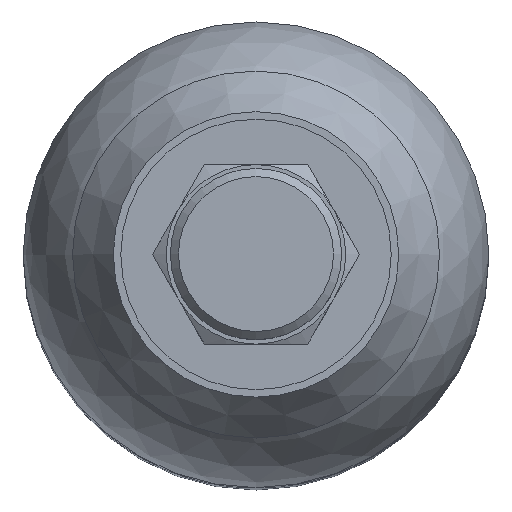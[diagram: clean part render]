
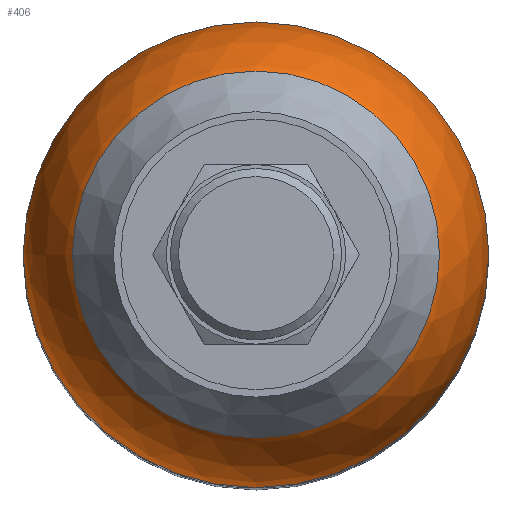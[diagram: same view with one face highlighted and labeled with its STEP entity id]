
A CAD part, top view. The second image highlights one B-rep face of the part: STEP entity #406.
In plain terms, the highlighted spherical face has radius 28.55 mm.
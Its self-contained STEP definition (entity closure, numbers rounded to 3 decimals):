
#406 = ADVANCED_FACE( '', ( #967, #968 ), #969, .T. );
#967 = FACE_OUTER_BOUND( '', #1692, .T. );
#968 = FACE_OUTER_BOUND( '', #1693, .T. );
#969 = SPHERICAL_SURFACE( '', #1694, 28.55 );
#1692 = EDGE_LOOP( '', ( #3274 ) );
#1693 = EDGE_LOOP( '', ( #3275 ) );
#1694 = AXIS2_PLACEMENT_3D( '', #3276, #3277, #3278 );
#3274 = ORIENTED_EDGE( '', *, *, #4850, .F. );
#3275 = ORIENTED_EDGE( '', *, *, #4935, .T. );
#3276 = CARTESIAN_POINT( '', ( 0., 0., 81.006 ) );
#3277 = DIRECTION( '', ( 0., 0., -1. ) );
#3278 = DIRECTION( '', ( -1., 0., 0. ) );
#4850 = EDGE_CURVE( '', #5725, #5725, #5726, .T. );
#4935 = EDGE_CURVE( '', #5864, #5864, #5865, .T. );
#5725 = VERTEX_POINT( '', #7445 );
#5726 = CIRCLE( '', #7446, 28.55 );
#5864 = VERTEX_POINT( '', #7761 );
#5865 = CIRCLE( '', #7762, 9. );
#7445 = CARTESIAN_POINT( '', ( -28.55, 0., 81.006 ) );
#7446 = AXIS2_PLACEMENT_3D( '', #9373, #9374, #9375 );
#7761 = CARTESIAN_POINT( '', ( -9., 0., 108.1 ) );
#7762 = AXIS2_PLACEMENT_3D( '', #9488, #9489, #9490 );
#9373 = CARTESIAN_POINT( '', ( 0., 0., 81.006 ) );
#9374 = DIRECTION( '', ( 0., 0., -1. ) );
#9375 = DIRECTION( '', ( -1., 0., 0. ) );
#9488 = CARTESIAN_POINT( '', ( 0., 0., 108.1 ) );
#9489 = DIRECTION( '', ( 0., 0., -1. ) );
#9490 = DIRECTION( '', ( -1., 0., 0. ) );
